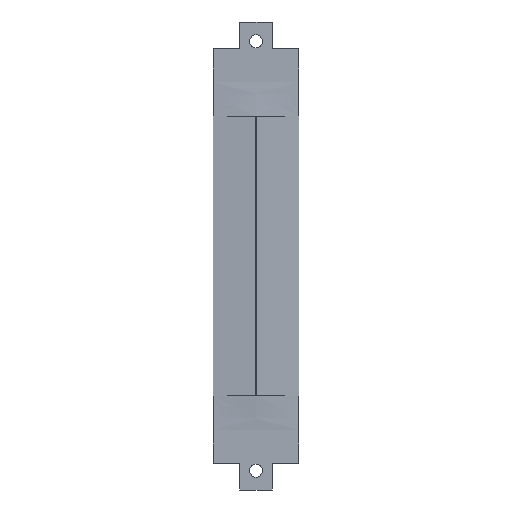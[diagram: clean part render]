
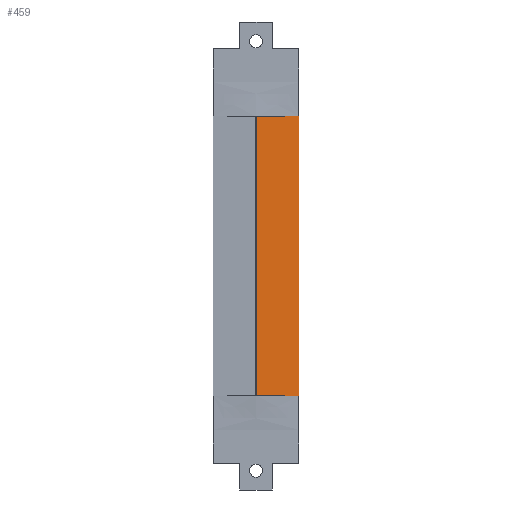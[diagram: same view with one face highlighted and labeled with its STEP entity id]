
A CAD part, front view. The second image highlights one B-rep face of the part: STEP entity #459.
In plain terms, the highlighted planar face has unit normal (0.05, -0.999, 0).
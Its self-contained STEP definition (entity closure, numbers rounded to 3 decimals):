
#1 = LINE ( 'NONE', #952, #880 ) ;
#65 = EDGE_LOOP ( 'NONE', ( #1341, #1236, #1281, #733 ) ) ;
#228 = CARTESIAN_POINT ( 'NONE',  ( 0.05, -1.002, 65. ) ) ;
#252 = DIRECTION ( 'NONE',  ( 0.999, 0.05, 0. ) ) ;
#265 = CARTESIAN_POINT ( 'NONE',  ( 0.176, -0.996, 65. ) ) ;
#280 = PLANE ( 'NONE',  #1388 ) ;
#343 = VECTOR ( 'NONE', #1154, 1000. ) ;
#421 = CARTESIAN_POINT ( 'NONE',  ( 0.05, -1.002, 65. ) ) ;
#459 = ADVANCED_FACE ( 'NONE', ( #926 ), #280, .T. ) ;
#465 = VERTEX_POINT ( 'NONE', #265 ) ;
#474 = DIRECTION ( 'NONE',  ( 0.05, -0.999, 0. ) ) ;
#497 = LINE ( 'NONE', #589, #645 ) ;
#589 = CARTESIAN_POINT ( 'NONE',  ( 20., 0., 65. ) ) ;
#595 = DIRECTION ( 'NONE',  ( 0., 0., -1. ) ) ;
#645 = VECTOR ( 'NONE', #595, 1000. ) ;
#653 = VERTEX_POINT ( 'NONE', #1295 ) ;
#683 = CARTESIAN_POINT ( 'NONE',  ( 0.05, -1.002, -65. ) ) ;
#685 = CARTESIAN_POINT ( 'NONE',  ( 0.176, -0.996, -65. ) ) ;
#698 = VERTEX_POINT ( 'NONE', #862 ) ;
#733 = ORIENTED_EDGE ( 'NONE', *, *, #1081, .T. ) ;
#815 = LINE ( 'NONE', #228, #1171 ) ;
#862 = CARTESIAN_POINT ( 'NONE',  ( 20., 0., -65. ) ) ;
#880 = VECTOR ( 'NONE', #957, 1000. ) ;
#926 = FACE_OUTER_BOUND ( 'NONE', #65, .T. ) ;
#952 = CARTESIAN_POINT ( 'NONE',  ( 0.176, -0.996, 65. ) ) ;
#957 = DIRECTION ( 'NONE',  ( 0., 0., -1. ) ) ;
#1081 = EDGE_CURVE ( 'NONE', #653, #465, #815, .T. ) ;
#1154 = DIRECTION ( 'NONE',  ( -0.999, -0.05, 0. ) ) ;
#1155 = EDGE_CURVE ( 'NONE', #465, #1204, #1, .T. ) ;
#1171 = VECTOR ( 'NONE', #1176, 1000. ) ;
#1176 = DIRECTION ( 'NONE',  ( -0.999, -0.05, 0. ) ) ;
#1204 = VERTEX_POINT ( 'NONE', #685 ) ;
#1235 = EDGE_CURVE ( 'NONE', #698, #1204, #1375, .T. ) ;
#1236 = ORIENTED_EDGE ( 'NONE', *, *, #1235, .F. ) ;
#1281 = ORIENTED_EDGE ( 'NONE', *, *, #1411, .F. ) ;
#1295 = CARTESIAN_POINT ( 'NONE',  ( 20., 0., 65. ) ) ;
#1341 = ORIENTED_EDGE ( 'NONE', *, *, #1155, .T. ) ;
#1375 = LINE ( 'NONE', #683, #343 ) ;
#1388 = AXIS2_PLACEMENT_3D ( 'NONE', #421, #474, #252 ) ;
#1411 = EDGE_CURVE ( 'NONE', #653, #698, #497, .T. ) ;
